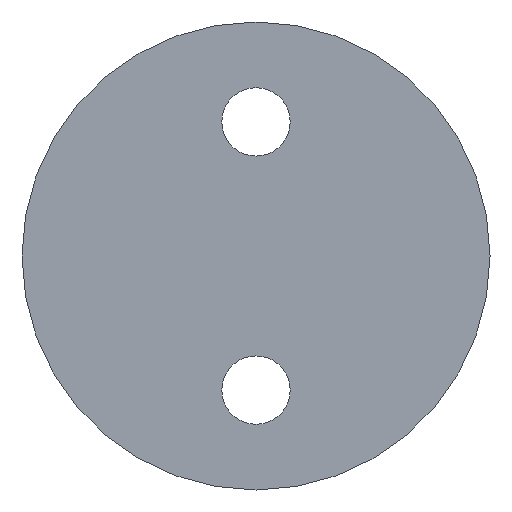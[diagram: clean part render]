
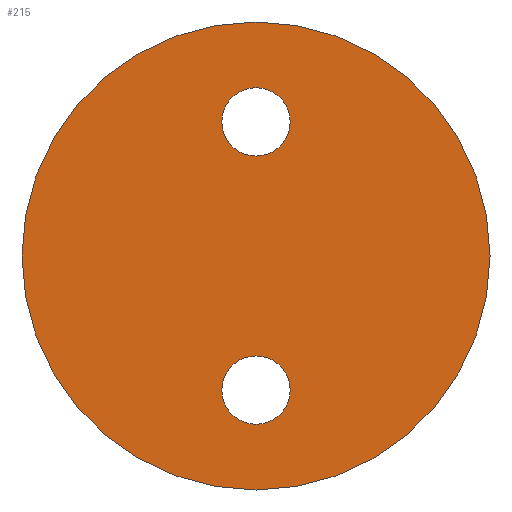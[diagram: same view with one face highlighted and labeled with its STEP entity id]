
A CAD part, front view. The second image highlights one B-rep face of the part: STEP entity #215.
In plain terms, the highlighted planar face has unit normal (0, -1, 0).
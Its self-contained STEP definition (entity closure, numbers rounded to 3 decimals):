
#2 = CIRCLE ( 'NONE', #184, 3.25 ) ;
#11 = CIRCLE ( 'NONE', #172, 22.25 ) ;
#24 = EDGE_LOOP ( 'NONE', ( #731, #736 ) ) ;
#58 = EDGE_LOOP ( 'NONE', ( #733, #737 ) ) ;
#172 = AXIS2_PLACEMENT_3D ( 'NONE', #1281, #1282, #1283 ) ;
#184 = AXIS2_PLACEMENT_3D ( 'NONE', #1269, #1276, #1277 ) ;
#195 = AXIS2_PLACEMENT_3D ( 'NONE', #1248, #1249, #1250 ) ;
#200 = AXIS2_PLACEMENT_3D ( 'NONE', #1254, #1258, #1259 ) ;
#202 = AXIS2_PLACEMENT_3D ( 'NONE', #1239, #1243, #1244 ) ;
#203 = AXIS2_PLACEMENT_3D ( 'NONE', #1251, #1252, #1253 ) ;
#215 = ADVANCED_FACE ( 'NONE', ( #1011, #988, #1007 ), #1706, .F. ) ;
#338 = CIRCLE ( 'NONE', #200, 22.25 ) ;
#340 = CIRCLE ( 'NONE', #202, 3.25 ) ;
#348 = CIRCLE ( 'NONE', #203, 3.25 ) ;
#349 = CIRCLE ( 'NONE', #195, 3.25 ) ;
#650 = EDGE_CURVE ( 'NONE', #906, #706, #340, .T. ) ;
#652 = EDGE_CURVE ( 'NONE', #692, #690, #349, .T. ) ;
#656 = EDGE_CURVE ( 'NONE', #706, #906, #348, .T. ) ;
#660 = EDGE_CURVE ( 'NONE', #902, #866, #338, .T. ) ;
#671 = EDGE_CURVE ( 'NONE', #690, #692, #2, .T. ) ;
#673 = EDGE_CURVE ( 'NONE', #866, #902, #11, .T. ) ;
#690 = VERTEX_POINT ( 'NONE', #1298 ) ;
#692 = VERTEX_POINT ( 'NONE', #1300 ) ;
#706 = VERTEX_POINT ( 'NONE', #1306 ) ;
#731 = ORIENTED_EDGE ( 'NONE', *, *, #650, .T. ) ;
#732 = ORIENTED_EDGE ( 'NONE', *, *, #671, .T. ) ;
#733 = ORIENTED_EDGE ( 'NONE', *, *, #660, .F. ) ;
#734 = ORIENTED_EDGE ( 'NONE', *, *, #652, .T. ) ;
#736 = ORIENTED_EDGE ( 'NONE', *, *, #656, .T. ) ;
#737 = ORIENTED_EDGE ( 'NONE', *, *, #673, .F. ) ;
#866 = VERTEX_POINT ( 'NONE', #1313 ) ;
#902 = VERTEX_POINT ( 'NONE', #1322 ) ;
#906 = VERTEX_POINT ( 'NONE', #1324 ) ;
#988 = FACE_BOUND ( 'NONE', #24, .T. ) ;
#1007 = FACE_OUTER_BOUND ( 'NONE', #58, .T. ) ;
#1011 = FACE_BOUND ( 'NONE', #1124, .T. ) ;
#1016 = AXIS2_PLACEMENT_3D ( 'NONE', #1559, #1558, #1725 ) ;
#1124 = EDGE_LOOP ( 'NONE', ( #732, #734 ) ) ;
#1239 = CARTESIAN_POINT ( 'NONE',  ( 0., -2., -12.75 ) ) ;
#1243 = DIRECTION ( 'NONE',  ( 0., 1., 0. ) ) ;
#1244 = DIRECTION ( 'NONE',  ( 0., 0., 1. ) ) ;
#1248 = CARTESIAN_POINT ( 'NONE',  ( 0., -2., 12.75 ) ) ;
#1249 = DIRECTION ( 'NONE',  ( 0., 1., 0. ) ) ;
#1250 = DIRECTION ( 'NONE',  ( 0., 0., 1. ) ) ;
#1251 = CARTESIAN_POINT ( 'NONE',  ( 0., -2., -12.75 ) ) ;
#1252 = DIRECTION ( 'NONE',  ( 0., 1., 0. ) ) ;
#1253 = DIRECTION ( 'NONE',  ( 0., 0., 1. ) ) ;
#1254 = CARTESIAN_POINT ( 'NONE',  ( 0., -2., 0. ) ) ;
#1258 = DIRECTION ( 'NONE',  ( 0., 1., 0. ) ) ;
#1259 = DIRECTION ( 'NONE',  ( 0., 0., 1. ) ) ;
#1269 = CARTESIAN_POINT ( 'NONE',  ( 0., -2., 12.75 ) ) ;
#1276 = DIRECTION ( 'NONE',  ( 0., 1., 0. ) ) ;
#1277 = DIRECTION ( 'NONE',  ( 0., 0., 1. ) ) ;
#1281 = CARTESIAN_POINT ( 'NONE',  ( 0., -2., 0. ) ) ;
#1282 = DIRECTION ( 'NONE',  ( 0., 1., 0. ) ) ;
#1283 = DIRECTION ( 'NONE',  ( 0., 0., 1. ) ) ;
#1298 = CARTESIAN_POINT ( 'NONE',  ( 0., -2., 16. ) ) ;
#1300 = CARTESIAN_POINT ( 'NONE',  ( 0., -2., 9.5 ) ) ;
#1306 = CARTESIAN_POINT ( 'NONE',  ( 0., -2., -16. ) ) ;
#1313 = CARTESIAN_POINT ( 'NONE',  ( 0., -2., -22.25 ) ) ;
#1322 = CARTESIAN_POINT ( 'NONE',  ( 0., -2., 22.25 ) ) ;
#1324 = CARTESIAN_POINT ( 'NONE',  ( 0., -2., -9.5 ) ) ;
#1558 = DIRECTION ( 'NONE',  ( 0., 1., 0. ) ) ;
#1559 = CARTESIAN_POINT ( 'NONE',  ( 0., -2., 0. ) ) ;
#1706 = PLANE ( 'NONE',  #1016 ) ;
#1725 = DIRECTION ( 'NONE',  ( 0., 0., 1. ) ) ;
